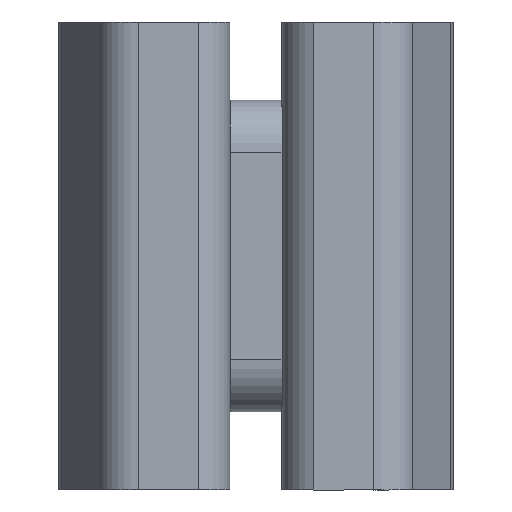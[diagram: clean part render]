
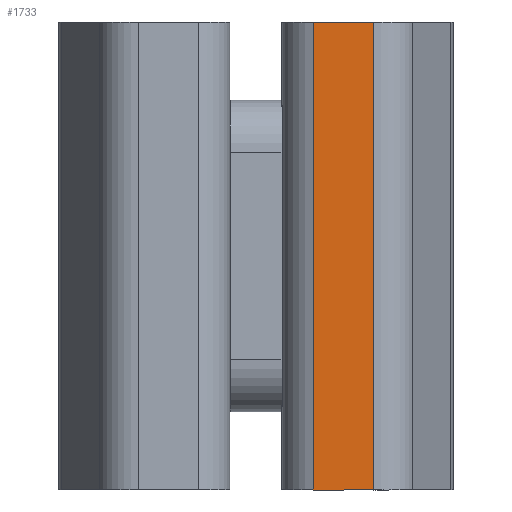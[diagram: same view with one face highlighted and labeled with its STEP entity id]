
A CAD part, front view. The second image highlights one B-rep face of the part: STEP entity #1733.
In plain terms, the highlighted planar face has unit normal (0, -1, 0).
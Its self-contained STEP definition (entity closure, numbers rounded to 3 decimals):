
#174=PLANE('',#1992);
#240=FACE_OUTER_BOUND('',#350,.T.);
#350=EDGE_LOOP('',(#1325,#1326,#1327,#1328));
#448=LINE('',#2748,#557);
#466=LINE('',#2804,#575);
#471=LINE('',#2820,#580);
#487=LINE('',#2853,#596);
#557=VECTOR('',#2205,10.);
#575=VECTOR('',#2249,10.);
#580=VECTOR('',#2264,10.);
#596=VECTOR('',#2314,10.);
#774=VERTEX_POINT('',#2745);
#775=VERTEX_POINT('',#2747);
#799=VERTEX_POINT('',#2801);
#800=VERTEX_POINT('',#2803);
#943=EDGE_CURVE('',#775,#774,#448,.T.);
#971=EDGE_CURVE('',#800,#799,#466,.T.);
#980=EDGE_CURVE('',#774,#800,#471,.T.);
#996=EDGE_CURVE('',#799,#775,#487,.T.);
#1325=ORIENTED_EDGE('',*,*,#943,.T.);
#1326=ORIENTED_EDGE('',*,*,#980,.T.);
#1327=ORIENTED_EDGE('',*,*,#971,.T.);
#1328=ORIENTED_EDGE('',*,*,#996,.T.);
#1733=ADVANCED_FACE('',(#240),#174,.T.);
#1992=AXIS2_PLACEMENT_3D('',#2854,#2315,#2316);
#2205=DIRECTION('',(-1.,0.,0.));
#2249=DIRECTION('',(1.,0.,0.));
#2264=DIRECTION('',(0.,0.,-1.));
#2314=DIRECTION('',(0.,0.,1.));
#2315=DIRECTION('center_axis',(0.,-1.,0.));
#2316=DIRECTION('ref_axis',(0.,0.,-1.));
#2745=CARTESIAN_POINT('',(-11.622,0.,45.));
#2747=CARTESIAN_POINT('',(0.,0.,45.));
#2748=CARTESIAN_POINT('',(0.,0.,45.));
#2801=CARTESIAN_POINT('',(0.,0.,-45.));
#2803=CARTESIAN_POINT('',(-11.622,0.,-45.));
#2804=CARTESIAN_POINT('',(0.,0.,-45.));
#2820=CARTESIAN_POINT('',(-11.622,0.,0.));
#2853=CARTESIAN_POINT('',(0.,0.,0.));
#2854=CARTESIAN_POINT('Origin',(0.,0.,0.));
